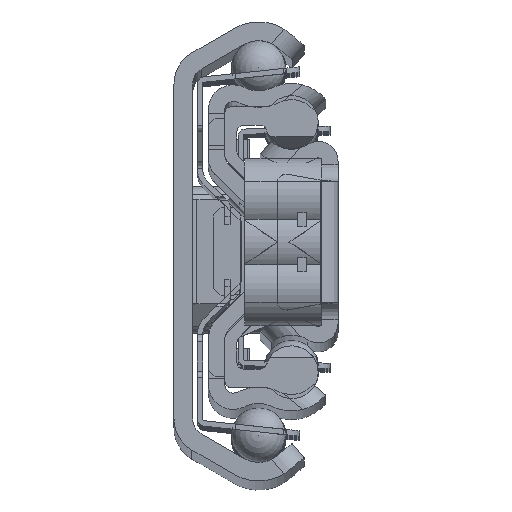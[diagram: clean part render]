
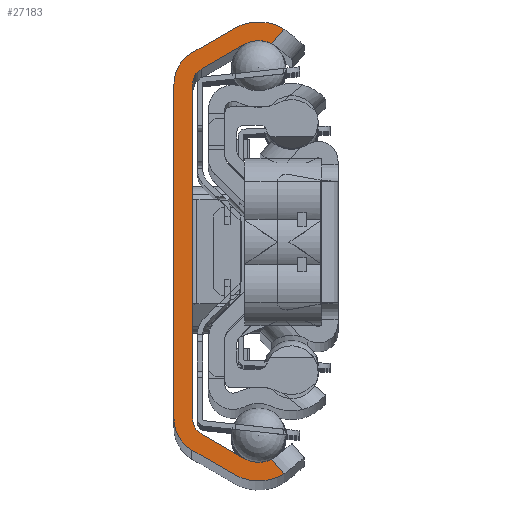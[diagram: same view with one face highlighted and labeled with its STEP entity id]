
A CAD part, top view. The second image highlights one B-rep face of the part: STEP entity #27183.
In plain terms, the highlighted face is planar.
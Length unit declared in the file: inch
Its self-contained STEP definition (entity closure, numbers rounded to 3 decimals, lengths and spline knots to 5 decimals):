
#1655=CIRCLE('',#28982,3.43);
#1659=CIRCLE('',#28990,5.59);
#1663=CIRCLE('',#28997,3.43);
#1667=CIRCLE('',#29004,5.59);
#1668=CIRCLE('',#29006,4.16);
#1669=CIRCLE('',#29010,2.);
#1670=CIRCLE('',#29012,2.);
#1671=CIRCLE('',#29017,4.16);
#2963=FACE_OUTER_BOUND('',#4377,.T.);
#4377=EDGE_LOOP('',(#18666,#18667,#18668,#18669,#18670,#18671,#18672,#18673,
#18674,#18675,#18676,#18677,#18678,#18679,#18680,#18681));
#6032=LINE('',#39977,#8643);
#6119=LINE('',#40255,#8730);
#6165=LINE('',#40421,#8776);
#6173=LINE('',#40470,#8784);
#6187=LINE('',#40539,#8798);
#6189=LINE('',#40543,#8800);
#6191=LINE('',#40551,#8802);
#6193=LINE('',#40556,#8804);
#8643=VECTOR('',#31692,10.);
#8730=VECTOR('',#31929,10.);
#8776=VECTOR('',#32099,10.);
#8784=VECTOR('',#32127,10.);
#8798=VECTOR('',#32185,10.);
#8800=VECTOR('',#32189,10.);
#8802=VECTOR('',#32201,10.);
#8804=VECTOR('',#32207,10.);
#11256=VERTEX_POINT('',#39974);
#11257=VERTEX_POINT('',#39976);
#11344=VERTEX_POINT('',#40252);
#11345=VERTEX_POINT('',#40254);
#11398=VERTEX_POINT('',#40415);
#11399=VERTEX_POINT('',#40420);
#11406=VERTEX_POINT('',#40445);
#11411=VERTEX_POINT('',#40462);
#11412=VERTEX_POINT('',#40469);
#11416=VERTEX_POINT('',#40486);
#11422=VERTEX_POINT('',#40512);
#11426=VERTEX_POINT('',#40531);
#11427=VERTEX_POINT('',#40535);
#11428=VERTEX_POINT('',#40541);
#11429=VERTEX_POINT('',#40547);
#11430=VERTEX_POINT('',#40554);
#14012=EDGE_CURVE('',#11256,#11257,#6032,.T.);
#14139=EDGE_CURVE('',#11344,#11345,#6119,.T.);
#14220=EDGE_CURVE('',#11398,#11399,#6165,.T.);
#14230=EDGE_CURVE('',#11399,#11406,#1655,.T.);
#14237=EDGE_CURVE('',#11411,#11412,#6173,.T.);
#14244=EDGE_CURVE('',#11412,#11416,#1659,.T.);
#14254=EDGE_CURVE('',#11422,#11411,#1663,.T.);
#14263=EDGE_CURVE('',#11426,#11398,#1667,.T.);
#14265=EDGE_CURVE('',#11427,#11256,#1668,.T.);
#14266=EDGE_CURVE('',#11416,#11427,#6187,.T.);
#14268=EDGE_CURVE('',#11428,#11422,#6189,.T.);
#14269=EDGE_CURVE('',#11345,#11428,#1669,.T.);
#14271=EDGE_CURVE('',#11429,#11344,#1670,.T.);
#14272=EDGE_CURVE('',#11406,#11429,#6191,.T.);
#14274=EDGE_CURVE('',#11430,#11426,#6193,.T.);
#14275=EDGE_CURVE('',#11257,#11430,#1671,.T.);
#18666=ORIENTED_EDGE('',*,*,#14220,.F.);
#18667=ORIENTED_EDGE('',*,*,#14263,.F.);
#18668=ORIENTED_EDGE('',*,*,#14274,.F.);
#18669=ORIENTED_EDGE('',*,*,#14275,.F.);
#18670=ORIENTED_EDGE('',*,*,#14012,.F.);
#18671=ORIENTED_EDGE('',*,*,#14265,.F.);
#18672=ORIENTED_EDGE('',*,*,#14266,.F.);
#18673=ORIENTED_EDGE('',*,*,#14244,.F.);
#18674=ORIENTED_EDGE('',*,*,#14237,.F.);
#18675=ORIENTED_EDGE('',*,*,#14254,.F.);
#18676=ORIENTED_EDGE('',*,*,#14268,.F.);
#18677=ORIENTED_EDGE('',*,*,#14269,.F.);
#18678=ORIENTED_EDGE('',*,*,#14139,.F.);
#18679=ORIENTED_EDGE('',*,*,#14271,.F.);
#18680=ORIENTED_EDGE('',*,*,#14272,.F.);
#18681=ORIENTED_EDGE('',*,*,#14230,.F.);
#26435=PLANE('',#29018);
#27183=ADVANCED_FACE('',(#2963),#26435,.F.);
#28982=AXIS2_PLACEMENT_3D('',#40446,#32117,#32118);
#28990=AXIS2_PLACEMENT_3D('',#40487,#32140,#32141);
#28997=AXIS2_PLACEMENT_3D('',#40514,#32158,#32159);
#29004=AXIS2_PLACEMENT_3D('',#40533,#32176,#32177);
#29006=AXIS2_PLACEMENT_3D('',#40537,#32181,#32182);
#29010=AXIS2_PLACEMENT_3D('',#40545,#32192,#32193);
#29012=AXIS2_PLACEMENT_3D('',#40549,#32197,#32198);
#29017=AXIS2_PLACEMENT_3D('',#40558,#32210,#32211);
#29018=AXIS2_PLACEMENT_3D('',#40559,#32212,#32213);
#31692=DIRECTION('',(0.,-1.,0.));
#31929=DIRECTION('',(0.,1.,0.));
#32099=DIRECTION('',(-0.643,0.766,0.));
#32117=DIRECTION('center_axis',(0.,0.,-1.));
#32118=DIRECTION('ref_axis',(0.5,0.866,0.));
#32127=DIRECTION('',(0.643,0.766,0.));
#32140=DIRECTION('center_axis',(0.,0.,1.));
#32141=DIRECTION('ref_axis',(0.643,0.766,0.));
#32158=DIRECTION('center_axis',(0.,0.,-1.));
#32159=DIRECTION('ref_axis',(-0.643,-0.766,0.));
#32176=DIRECTION('center_axis',(0.,0.,1.));
#32177=DIRECTION('ref_axis',(-0.5,-0.866,0.));
#32181=DIRECTION('center_axis',(0.,0.,1.));
#32182=DIRECTION('ref_axis',(-0.5,0.866,0.));
#32185=DIRECTION('',(-0.866,-0.5,0.));
#32189=DIRECTION('',(0.866,0.5,0.));
#32192=DIRECTION('center_axis',(0.,0.,-1.));
#32193=DIRECTION('ref_axis',(0.5,-0.866,0.));
#32197=DIRECTION('center_axis',(0.,0.,-1.));
#32198=DIRECTION('ref_axis',(1.,0.,0.));
#32201=DIRECTION('',(-0.866,0.5,0.));
#32207=DIRECTION('',(0.866,-0.5,0.));
#32210=DIRECTION('center_axis',(0.,0.,1.));
#32211=DIRECTION('ref_axis',(-1.,0.,0.));
#32212=DIRECTION('center_axis',(0.,0.,1.));
#32213=DIRECTION('ref_axis',(1.,0.,0.));
#39974=CARTESIAN_POINT('',(-9.78,19.35151,0.));
#39976=CARTESIAN_POINT('',(-9.78,-19.35151,0.));
#39977=CARTESIAN_POINT('',(-9.78,19.35151,0.));
#40252=CARTESIAN_POINT('',(-7.62,-19.35151,0.));
#40254=CARTESIAN_POINT('',(-7.62,19.35151,0.));
#40255=CARTESIAN_POINT('',(-7.62,-19.35151,0.));
#40415=CARTESIAN_POINT('',(2.9226,-25.71013,0.));
#40420=CARTESIAN_POINT('',(1.50886,-24.0253,0.));
#40421=CARTESIAN_POINT('',(-1.95723,-19.89457,0.));
#40445=CARTESIAN_POINT('',(-1.715,-23.91547,0.));
#40446=CARTESIAN_POINT('Origin',(0.,-20.945,0.));
#40462=CARTESIAN_POINT('',(1.50886,24.0253,0.));
#40469=CARTESIAN_POINT('',(2.9226,25.71013,0.));
#40470=CARTESIAN_POINT('',(-9.06858,11.4196,0.));
#40486=CARTESIAN_POINT('',(-2.795,25.78608,0.));
#40487=CARTESIAN_POINT('Origin',(0.,20.945,0.));
#40512=CARTESIAN_POINT('',(-1.715,23.91547,0.));
#40514=CARTESIAN_POINT('Origin',(0.,20.945,0.));
#40531=CARTESIAN_POINT('',(-2.795,-25.78608,0.));
#40533=CARTESIAN_POINT('Origin',(0.,-20.945,0.));
#40535=CARTESIAN_POINT('',(-7.7,22.95418,0.));
#40537=CARTESIAN_POINT('Origin',(-5.62,19.35151,0.));
#40539=CARTESIAN_POINT('',(-2.795,25.78608,0.));
#40541=CARTESIAN_POINT('',(-6.62,21.08356,0.));
#40543=CARTESIAN_POINT('',(-6.62,21.08356,0.));
#40545=CARTESIAN_POINT('Origin',(-5.62,19.35151,0.));
#40547=CARTESIAN_POINT('',(-6.62,-21.08356,0.));
#40549=CARTESIAN_POINT('Origin',(-5.62,-19.35151,0.));
#40551=CARTESIAN_POINT('',(-1.715,-23.91547,0.));
#40554=CARTESIAN_POINT('',(-7.7,-22.95418,0.));
#40556=CARTESIAN_POINT('',(-7.7,-22.95418,0.));
#40558=CARTESIAN_POINT('Origin',(-5.62,-19.35151,0.));
#40559=CARTESIAN_POINT('Origin',(-5.68462,-15.85193,0.));
